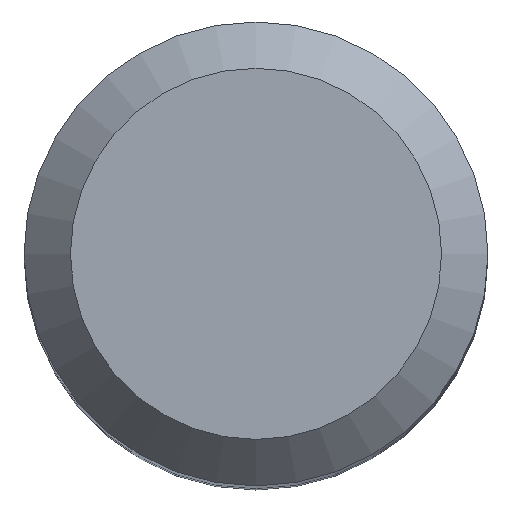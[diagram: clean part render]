
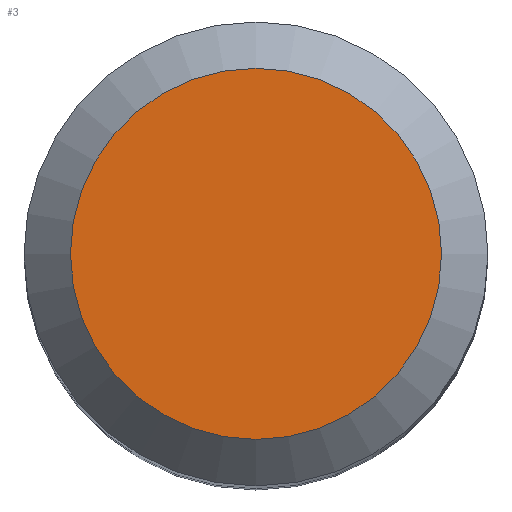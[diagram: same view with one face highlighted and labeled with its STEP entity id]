
A CAD part, top view. The second image highlights one B-rep face of the part: STEP entity #3.
In plain terms, the highlighted planar face has unit normal (0, 0, 1).
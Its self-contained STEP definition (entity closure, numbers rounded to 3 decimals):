
#3 = ADVANCED_FACE ( 'NONE', ( #202 ), #217, .T. ) ;
#4 = VERTEX_POINT ( 'NONE', #63 ) ;
#22 = EDGE_CURVE ( 'NONE', #4, #4, #214, .T. ) ;
#51 = AXIS2_PLACEMENT_3D ( 'NONE', #132, #107, #116 ) ;
#53 = DIRECTION ( 'NONE',  ( 1., 0., 0. ) ) ;
#63 = CARTESIAN_POINT ( 'NONE',  ( 8., 0., 0. ) ) ;
#107 = DIRECTION ( 'NONE',  ( 0., 0., 1. ) ) ;
#116 = DIRECTION ( 'NONE',  ( 1., 0., 0. ) ) ;
#122 = AXIS2_PLACEMENT_3D ( 'NONE', #135, #192, #53 ) ;
#127 = EDGE_LOOP ( 'NONE', ( #147 ) ) ;
#132 = CARTESIAN_POINT ( 'NONE',  ( 0., 0., 0. ) ) ;
#135 = CARTESIAN_POINT ( 'NONE',  ( 0., 0., 0. ) ) ;
#147 = ORIENTED_EDGE ( 'NONE', *, *, #22, .T. ) ;
#192 = DIRECTION ( 'NONE',  ( 0., 0., 1. ) ) ;
#202 = FACE_OUTER_BOUND ( 'NONE', #127, .T. ) ;
#214 = CIRCLE ( 'NONE', #51, 8. ) ;
#217 = PLANE ( 'NONE',  #122 ) ;
